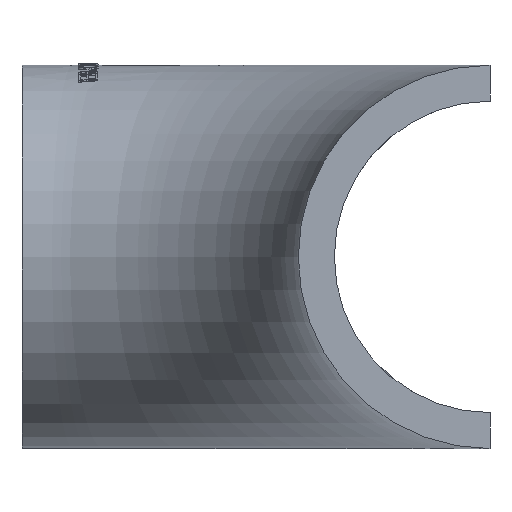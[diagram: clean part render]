
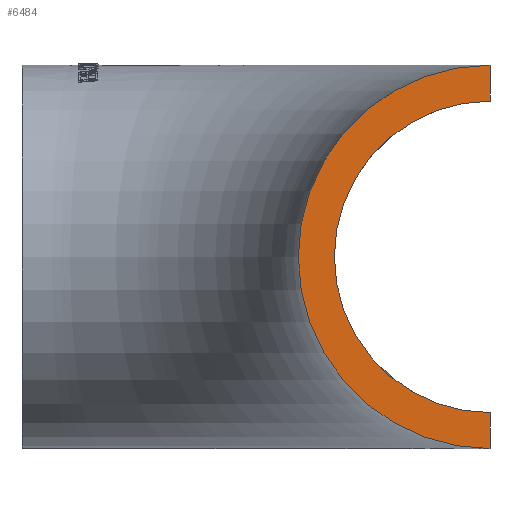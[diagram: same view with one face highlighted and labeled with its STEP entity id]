
A CAD part, left-side view. The second image highlights one B-rep face of the part: STEP entity #6484.
In plain terms, the highlighted planar face has unit normal (-1, 0, 0).
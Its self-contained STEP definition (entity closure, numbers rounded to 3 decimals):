
#248 = DIRECTION ( 'NONE',  ( 0., 0., -1. ) ) ;
#293 = ORIENTED_EDGE ( 'NONE', *, *, #1027, .T. ) ;
#336 = CARTESIAN_POINT ( 'NONE',  ( 0., 0., -10.65 ) ) ;
#1027 = EDGE_CURVE ( 'NONE', #2185, #8147, #4620, .T. ) ;
#1122 = EDGE_LOOP ( 'NONE', ( #8924, #3464, #293, #8507 ) ) ;
#1802 = AXIS2_PLACEMENT_3D ( 'NONE', #8368, #4829, #2732 ) ;
#2185 = VERTEX_POINT ( 'NONE', #6979 ) ;
#2200 = VECTOR ( 'NONE', #2302, 1000. ) ;
#2302 = DIRECTION ( 'NONE',  ( 0., 0., -1. ) ) ;
#2329 = PLANE ( 'NONE',  #2564 ) ;
#2564 = AXIS2_PLACEMENT_3D ( 'NONE', #3730, #7241, #248 ) ;
#2732 = DIRECTION ( 'NONE',  ( 0., 0., -1. ) ) ;
#3285 = VECTOR ( 'NONE', #7297, 1000. ) ;
#3370 = EDGE_CURVE ( 'NONE', #2185, #6186, #8672, .T. ) ;
#3464 = ORIENTED_EDGE ( 'NONE', *, *, #3370, .F. ) ;
#3730 = CARTESIAN_POINT ( 'NONE',  ( 0., 0., 0. ) ) ;
#4256 = DIRECTION ( 'NONE',  ( 1., 0., 0. ) ) ;
#4620 = LINE ( 'NONE', #336, #3285 ) ;
#4829 = DIRECTION ( 'NONE',  ( 1., 0., 0. ) ) ;
#4872 = CARTESIAN_POINT ( 'NONE',  ( 0., 0., 0. ) ) ;
#5586 = DIRECTION ( 'NONE',  ( 0., 0., -1. ) ) ;
#5745 = CARTESIAN_POINT ( 'NONE',  ( 0., 0., 8.65 ) ) ;
#6186 = VERTEX_POINT ( 'NONE', #7896 ) ;
#6376 = CARTESIAN_POINT ( 'NONE',  ( 0., 0., -8.65 ) ) ;
#6484 = ADVANCED_FACE ( 'NONE', ( #8861 ), #2329, .F. ) ;
#6846 = LINE ( 'NONE', #8670, #2200 ) ;
#6979 = CARTESIAN_POINT ( 'NONE',  ( 0., 0., -10.65 ) ) ;
#7241 = DIRECTION ( 'NONE',  ( 1., 0., 0. ) ) ;
#7297 = DIRECTION ( 'NONE',  ( 0., 0., 1. ) ) ;
#7740 = AXIS2_PLACEMENT_3D ( 'NONE', #4872, #4256, #5586 ) ;
#7896 = CARTESIAN_POINT ( 'NONE',  ( 0., 0., 10.65 ) ) ;
#8114 = EDGE_CURVE ( 'NONE', #8147, #8537, #8502, .T. ) ;
#8147 = VERTEX_POINT ( 'NONE', #6376 ) ;
#8231 = EDGE_CURVE ( 'NONE', #6186, #8537, #6846, .T. ) ;
#8368 = CARTESIAN_POINT ( 'NONE',  ( 0., 0., 0. ) ) ;
#8502 = CIRCLE ( 'NONE', #1802, 8.65 ) ;
#8507 = ORIENTED_EDGE ( 'NONE', *, *, #8114, .T. ) ;
#8537 = VERTEX_POINT ( 'NONE', #5745 ) ;
#8670 = CARTESIAN_POINT ( 'NONE',  ( 0., 0., 10.65 ) ) ;
#8672 = CIRCLE ( 'NONE', #7740, 10.65 ) ;
#8861 = FACE_OUTER_BOUND ( 'NONE', #1122, .T. ) ;
#8924 = ORIENTED_EDGE ( 'NONE', *, *, #8231, .F. ) ;
